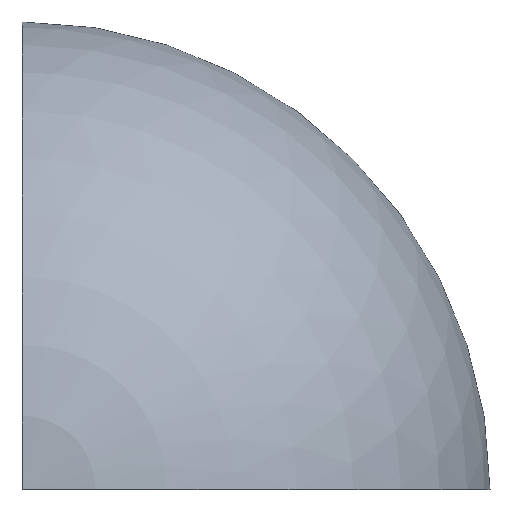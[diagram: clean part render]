
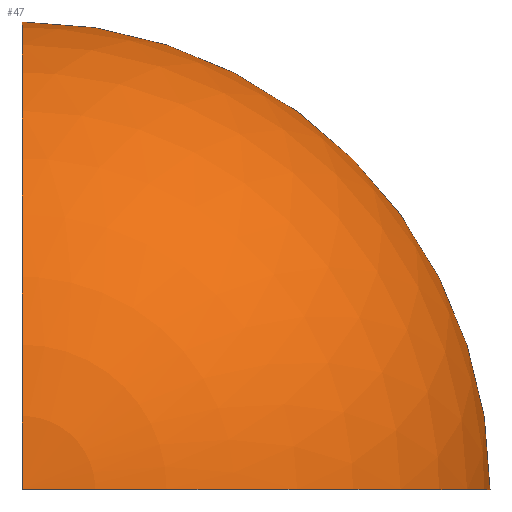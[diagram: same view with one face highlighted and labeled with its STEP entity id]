
A CAD part, top view. The second image highlights one B-rep face of the part: STEP entity #47.
In plain terms, the highlighted spherical face has radius 2 mm.
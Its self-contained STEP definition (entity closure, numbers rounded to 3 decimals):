
#47=ADVANCED_FACE('',(#54),#55,.T.);
#54=FACE_OUTER_BOUND('',#64,.T.);
#55=SPHERICAL_SURFACE('',#65,2.0);
#64=EDGE_LOOP('',(#79,#80,#81));
#65=AXIS2_PLACEMENT_3D('',#82,#83,#84);
#79=ORIENTED_EDGE('',*,*,#106,.F.);
#80=ORIENTED_EDGE('',*,*,#109,.T.);
#81=ORIENTED_EDGE('',*,*,#110,.T.);
#82=CARTESIAN_POINT('',(0.0,0.0,0.0));
#83=DIRECTION('',(0.0,0.0,1.0));
#84=DIRECTION('',(1.0,0.0,0.0));
#106=EDGE_CURVE('',#115,#117,#118,.T.);
#109=EDGE_CURVE('',#115,#122,#123,.T.);
#110=EDGE_CURVE('',#122,#117,#124,.T.);
#115=VERTEX_POINT('',#130);
#117=VERTEX_POINT('',#133);
#118=CIRCLE('',#134,2.0);
#122=VERTEX_POINT('',#139);
#123=CIRCLE('',#140,2.0);
#124=CIRCLE('',#141,2.0);
#130=CARTESIAN_POINT('',(2.0,0.0,0.0));
#133=CARTESIAN_POINT('',(0.0,0.0,2.0));
#134=AXIS2_PLACEMENT_3D('',#148,#149,#150);
#139=CARTESIAN_POINT('',(0.0,2.0,0.0));
#140=AXIS2_PLACEMENT_3D('',#155,#156,#157);
#141=AXIS2_PLACEMENT_3D('',#158,#159,#160);
#148=CARTESIAN_POINT('',(0.0,0.0,0.0));
#149=DIRECTION('',(0.0,-1.0,0.0));
#150=DIRECTION('',(0.0,0.0,1.0));
#155=CARTESIAN_POINT('',(0.0,0.0,0.0));
#156=DIRECTION('',(0.0,-0.0,1.0));
#157=DIRECTION('',(0.0,1.0,0.0));
#158=CARTESIAN_POINT('',(0.0,0.0,0.0));
#159=DIRECTION('',(1.0,0.0,-0.0));
#160=DIRECTION('',(0.0,0.0,1.0));
